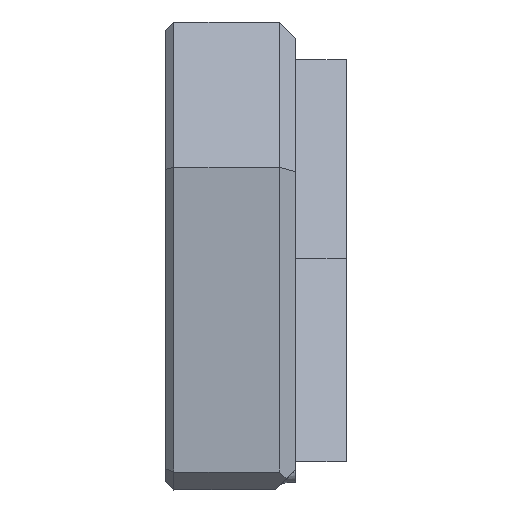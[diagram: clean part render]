
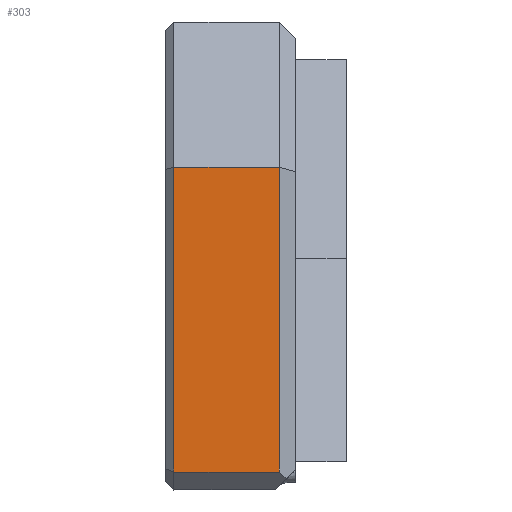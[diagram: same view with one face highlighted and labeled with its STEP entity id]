
A CAD part, left-side view. The second image highlights one B-rep face of the part: STEP entity #303.
In plain terms, the highlighted planar face has unit normal (-1, 0, 0).
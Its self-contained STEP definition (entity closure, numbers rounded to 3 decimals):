
#24 = LINE ( 'NONE', #1396, #665 ) ;
#83 = DIRECTION ( 'NONE',  ( 0., 0., 1. ) ) ;
#138 = DIRECTION ( 'NONE',  ( 0., -1., 0. ) ) ;
#169 = CARTESIAN_POINT ( 'NONE',  ( 1.307, -33.398, 53.318 ) ) ;
#175 = EDGE_CURVE ( 'NONE', #805, #879, #859, .T. ) ;
#303 = ADVANCED_FACE ( 'NONE', ( #1284 ), #1165, .T. ) ;
#475 = CARTESIAN_POINT ( 'NONE',  ( 1.307, -31.958, 59.721 ) ) ;
#498 = CARTESIAN_POINT ( 'NONE',  ( 1.307, -30.998, 53.713 ) ) ;
#523 = DIRECTION ( 'NONE',  ( 0., 0., -1. ) ) ;
#620 = CARTESIAN_POINT ( 'NONE',  ( 1.307, -31.958, 53.713 ) ) ;
#665 = VECTOR ( 'NONE', #523, 1000. ) ;
#805 = VERTEX_POINT ( 'NONE', #498 ) ;
#855 = ORIENTED_EDGE ( 'NONE', *, *, #1511, .T. ) ;
#859 = LINE ( 'NONE', #620, #1473 ) ;
#867 = CARTESIAN_POINT ( 'NONE',  ( 1.307, -30.998, 59.721 ) ) ;
#879 = VERTEX_POINT ( 'NONE', #1515 ) ;
#897 = DIRECTION ( 'NONE',  ( 0., 1., 0. ) ) ;
#939 = CARTESIAN_POINT ( 'NONE',  ( 1.307, -33.078, 59.721 ) ) ;
#973 = VECTOR ( 'NONE', #83, 1000. ) ;
#983 = EDGE_CURVE ( 'NONE', #1116, #879, #24, .T. ) ;
#999 = ORIENTED_EDGE ( 'NONE', *, *, #1519, .F. ) ;
#1086 = DIRECTION ( 'NONE',  ( 0., 1., 0. ) ) ;
#1116 = VERTEX_POINT ( 'NONE', #939 ) ;
#1118 = EDGE_LOOP ( 'NONE', ( #999, #1347, #1498, #855 ) ) ;
#1136 = VECTOR ( 'NONE', #1086, 1000. ) ;
#1165 = PLANE ( 'NONE',  #1260 ) ;
#1254 = VERTEX_POINT ( 'NONE', #867 ) ;
#1260 = AXIS2_PLACEMENT_3D ( 'NONE', #169, #1310, #897 ) ;
#1284 = FACE_OUTER_BOUND ( 'NONE', #1118, .T. ) ;
#1310 = DIRECTION ( 'NONE',  ( -1., 0., 0. ) ) ;
#1337 = CARTESIAN_POINT ( 'NONE',  ( 1.307, -30.998, 55.665 ) ) ;
#1347 = ORIENTED_EDGE ( 'NONE', *, *, #175, .T. ) ;
#1396 = CARTESIAN_POINT ( 'NONE',  ( 1.307, -33.078, 55.665 ) ) ;
#1427 = LINE ( 'NONE', #475, #1136 ) ;
#1473 = VECTOR ( 'NONE', #138, 1000. ) ;
#1478 = LINE ( 'NONE', #1337, #973 ) ;
#1498 = ORIENTED_EDGE ( 'NONE', *, *, #983, .F. ) ;
#1511 = EDGE_CURVE ( 'NONE', #1116, #1254, #1427, .T. ) ;
#1515 = CARTESIAN_POINT ( 'NONE',  ( 1.307, -33.078, 53.713 ) ) ;
#1519 = EDGE_CURVE ( 'NONE', #805, #1254, #1478, .T. ) ;
